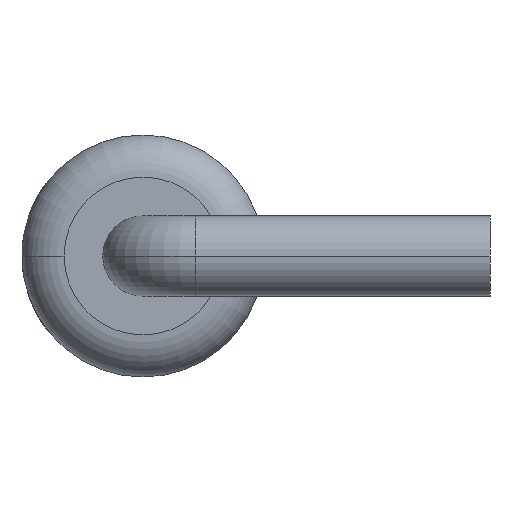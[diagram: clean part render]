
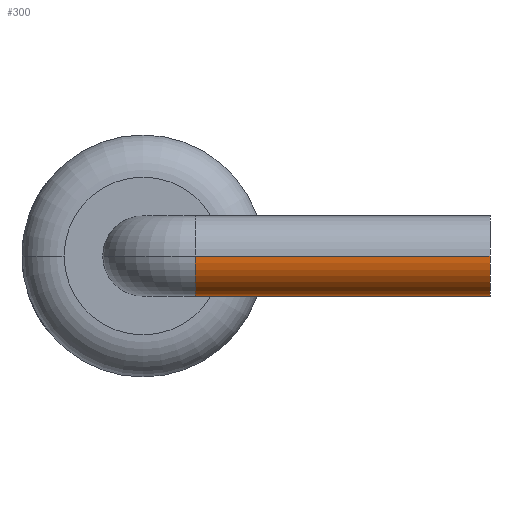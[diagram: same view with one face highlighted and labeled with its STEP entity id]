
A CAD part, left-side view. The second image highlights one B-rep face of the part: STEP entity #300.
In plain terms, the highlighted cylindrical face has radius 0.381 mm (diameter 0.762 mm), a partial arc.
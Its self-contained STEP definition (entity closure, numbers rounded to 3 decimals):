
#300 = ADVANCED_FACE ( 'NONE', ( #1462 ), #1464, .T. ) ;
#319 = EDGE_CURVE ( 'NONE', #2938, #3007, #1501, .T. ) ;
#326 = EDGE_CURVE ( 'NONE', #3014, #2966, #1511, .T. ) ;
#330 = EDGE_CURVE ( 'NONE', #3014, #2938, #1514, .T. ) ;
#331 = EDGE_CURVE ( 'NONE', #2966, #3007, #1517, .T. ) ;
#1067 = CARTESIAN_POINT ( 'NONE',  ( -9.779, 1.8, 0. ) ) ;
#1094 = CARTESIAN_POINT ( 'NONE',  ( -10.541, -1., 0. ) ) ;
#1108 = CARTESIAN_POINT ( 'NONE',  ( -9.779, -1., 0. ) ) ;
#1115 = CARTESIAN_POINT ( 'NONE',  ( -10.541, 1.8, 0. ) ) ;
#1462 = FACE_OUTER_BOUND ( 'NONE', #2752, .T. ) ;
#1464 = CYLINDRICAL_SURFACE ( 'NONE', #1664, 0.381 ) ;
#1501 = LINE ( 'NONE', #2477, #1505 ) ;
#1505 = VECTOR ( 'NONE', #2473, 1000. ) ;
#1511 = LINE ( 'NONE', #2493, #1513 ) ;
#1513 = VECTOR ( 'NONE', #2494, 1000. ) ;
#1514 = CIRCLE ( 'NONE', #1698, 0.381 ) ;
#1517 = CIRCLE ( 'NONE', #1699, 0.381 ) ;
#1664 = AXIS2_PLACEMENT_3D ( 'NONE', #2409, #2410, #2400 ) ;
#1698 = AXIS2_PLACEMENT_3D ( 'NONE', #2510, #2511, #2512 ) ;
#1699 = AXIS2_PLACEMENT_3D ( 'NONE', #2513, #2514, #2515 ) ;
#2400 = DIRECTION ( 'NONE',  ( -1., 0., 0. ) ) ;
#2409 = CARTESIAN_POINT ( 'NONE',  ( -10.16, 1.8, 0. ) ) ;
#2410 = DIRECTION ( 'NONE',  ( 0., -1., 0. ) ) ;
#2473 = DIRECTION ( 'NONE',  ( 0., -1., 0. ) ) ;
#2477 = CARTESIAN_POINT ( 'NONE',  ( -9.779, 1.8, 0. ) ) ;
#2493 = CARTESIAN_POINT ( 'NONE',  ( -10.541, 1.8, 0. ) ) ;
#2494 = DIRECTION ( 'NONE',  ( 0., -1., 0. ) ) ;
#2510 = CARTESIAN_POINT ( 'NONE',  ( -10.16, 1.8, 0. ) ) ;
#2511 = DIRECTION ( 'NONE',  ( 0., -1., 0. ) ) ;
#2512 = DIRECTION ( 'NONE',  ( 0., 0., 1. ) ) ;
#2513 = CARTESIAN_POINT ( 'NONE',  ( -10.16, -1., 0. ) ) ;
#2514 = DIRECTION ( 'NONE',  ( 0., -1., 0. ) ) ;
#2515 = DIRECTION ( 'NONE',  ( 0., 0., 1. ) ) ;
#2684 = ORIENTED_EDGE ( 'NONE', *, *, #330, .T. ) ;
#2685 = ORIENTED_EDGE ( 'NONE', *, *, #319, .T. ) ;
#2686 = ORIENTED_EDGE ( 'NONE', *, *, #331, .F. ) ;
#2687 = ORIENTED_EDGE ( 'NONE', *, *, #326, .F. ) ;
#2752 = EDGE_LOOP ( 'NONE', ( #2684, #2685, #2686, #2687 ) ) ;
#2938 = VERTEX_POINT ( 'NONE', #1067 ) ;
#2966 = VERTEX_POINT ( 'NONE', #1094 ) ;
#3007 = VERTEX_POINT ( 'NONE', #1108 ) ;
#3014 = VERTEX_POINT ( 'NONE', #1115 ) ;
